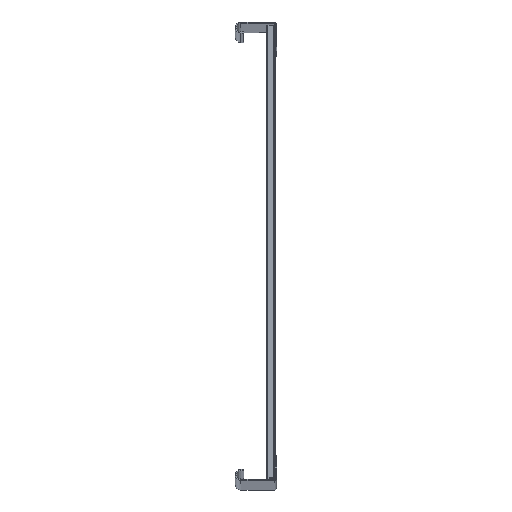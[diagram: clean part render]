
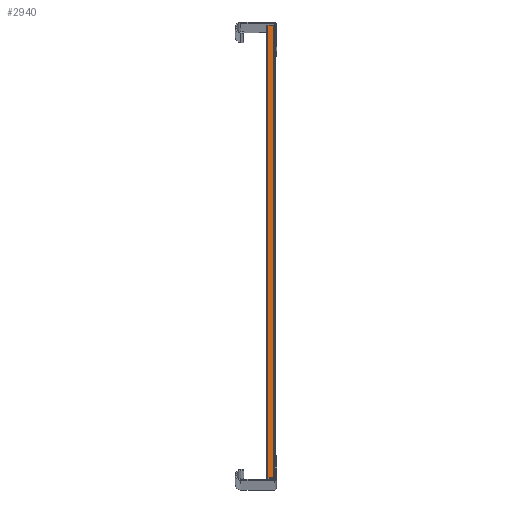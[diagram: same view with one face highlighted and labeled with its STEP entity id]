
A CAD part, top view. The second image highlights one B-rep face of the part: STEP entity #2940.
In plain terms, the highlighted planar face has unit normal (0, 0, 1).
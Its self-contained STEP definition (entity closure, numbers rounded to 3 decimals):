
#2485=DIRECTION('',(-1.,0.,0.));
#2486=VECTOR('',#2485,493.5);
#2487=CARTESIAN_POINT('',(443.5,1.75,11.));
#2488=LINE('',#2487,#2486);
#2498=DIRECTION('',(0.,-1.,0.));
#2499=VECTOR('',#2498,6.5);
#2500=CARTESIAN_POINT('',(-50.,8.25,11.));
#2501=LINE('',#2500,#2499);
#2502=DIRECTION('',(0.,1.,0.));
#2503=VECTOR('',#2502,6.5);
#2504=CARTESIAN_POINT('',(443.5,1.75,11.));
#2505=LINE('',#2504,#2503);
#2520=DIRECTION('',(1.,0.,0.));
#2521=VECTOR('',#2520,493.5);
#2522=CARTESIAN_POINT('',(-50.,8.25,11.));
#2523=LINE('',#2522,#2521);
#2574=CARTESIAN_POINT('',(-50.,1.75,11.));
#2576=VERTEX_POINT('',#2574);
#2578=CARTESIAN_POINT('',(-50.,8.25,11.));
#2579=VERTEX_POINT('',#2578);
#2626=CARTESIAN_POINT('',(443.5,1.75,11.));
#2627=VERTEX_POINT('',#2626);
#2628=CARTESIAN_POINT('',(443.5,8.25,11.));
#2629=VERTEX_POINT('',#2628);
#2928=CARTESIAN_POINT('',(-73.55,1.75,11.));
#2929=DIRECTION('',(0.,0.,1.));
#2930=DIRECTION('',(0.,-1.,0.));
#2931=AXIS2_PLACEMENT_3D('',#2928,#2929,#2930);
#2932=PLANE('',#2931);
#2933=ORIENTED_EDGE('',*,*,#2668,.F.);
#2935=ORIENTED_EDGE('',*,*,#2934,.T.);
#2936=ORIENTED_EDGE('',*,*,#2746,.F.);
#2937=ORIENTED_EDGE('',*,*,#2921,.T.);
#2938=EDGE_LOOP('',(#2933,#2935,#2936,#2937));
#2939=FACE_OUTER_BOUND('',#2938,.F.);
#2940=ADVANCED_FACE('',(#2939),#2932,.T.);
#2668=EDGE_CURVE('',#2579,#2576,#2501,.T.);
#2746=EDGE_CURVE('',#2627,#2629,#2505,.T.);
#2921=EDGE_CURVE('',#2627,#2576,#2488,.T.);
#2934=EDGE_CURVE('',#2579,#2629,#2523,.T.);
